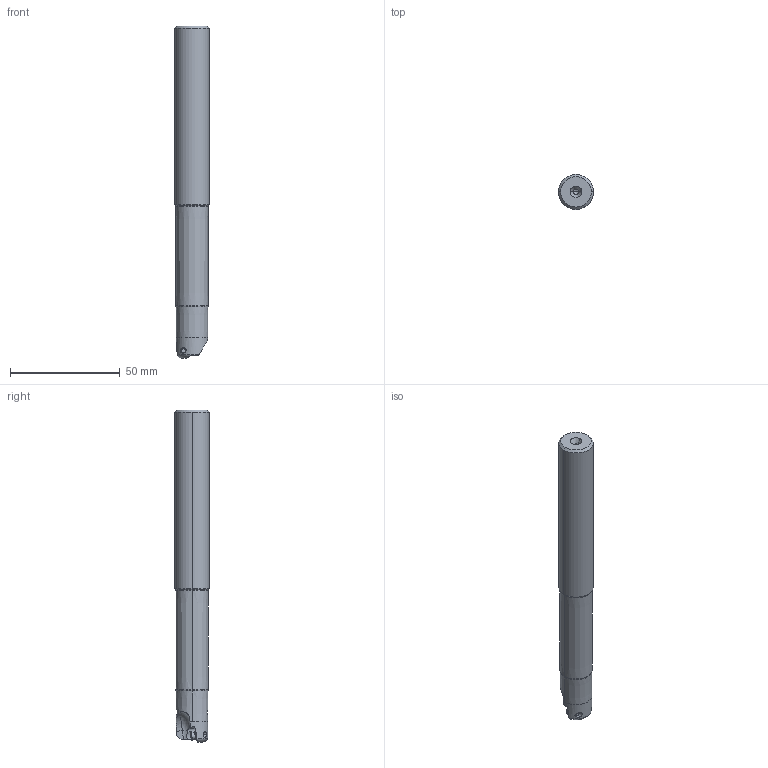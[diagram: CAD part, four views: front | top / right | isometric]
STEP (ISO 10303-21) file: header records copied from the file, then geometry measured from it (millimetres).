
FILE_DESCRIPTION(/* description */ (''),/* implementation_level */ '2;1');
FILE_NAME(/* name */ 'BRP3UNR101LW10.stp',/* time_stamp */ '2017-10-10T12:57:58+09:00',/* author */ (''),/* organization */ (''),/* preprocessor_version */ 'ST-DEVELOPER v16',/* originating_system */ 'SIEMENS PLM Software NX 10.0',/* authorisation */ '');
FILE_SCHEMA (('AUTOMOTIVE_DESIGN { 1 0 10303 214 3 1 1 1 }'));
Length unit declared in the file: millimetre
Products named in the file (1): BRP3UNR101LW10_ASM
Bounding box: 15.88 x 15.88 x 151.05 mm (x, y, z)
Volume: 27051.5 mm3; surface area: 7657.5 mm2
Topology: 2 solids, 2 shells, 96 faces, 273 edges, 180 vertices
Faces by surface type: cylinder 38, cone 24, plane 21, torus 11, sphere 2
Entity records: 3830 total; most frequent: CARTESIAN_POINT 1189, DIRECTION 574, ORIENTED_EDGE 538, EDGE_CURVE 269, AXIS2_PLACEMENT_3D 244, VERTEX_POINT 180, CIRCLE 125, EDGE_LOOP 101
